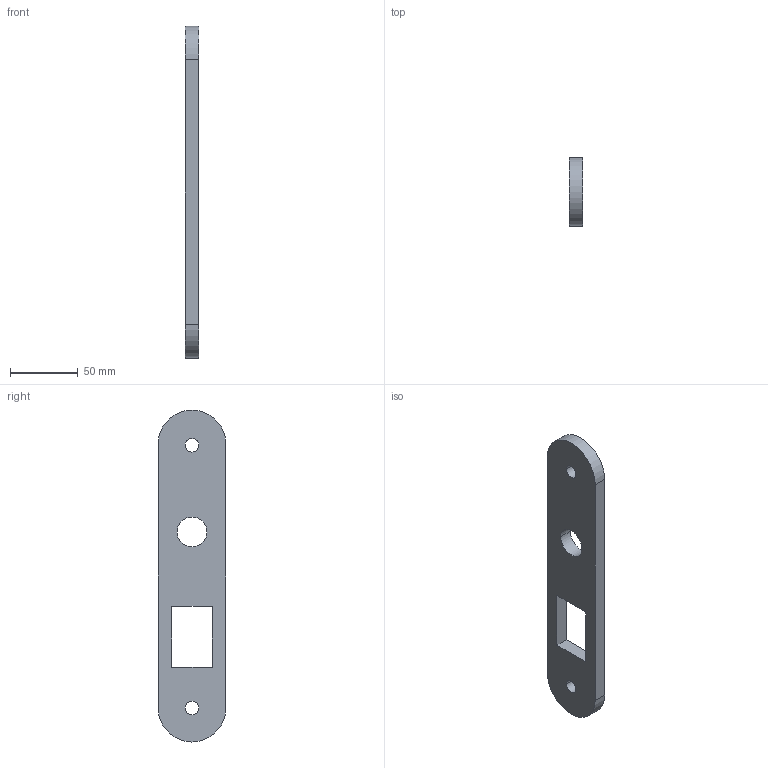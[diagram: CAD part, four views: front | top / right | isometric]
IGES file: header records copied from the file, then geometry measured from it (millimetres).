
Start section: Dassault Systemes - www.3ds.com
Global section: file name: plaque.igs; native system: DASSAULT SYSTEMES CATIA V6R2009 - www.3ds.com; preprocessor: V6R2009 B6.205.0.0; author: k4gibi; organization: WIN-3GKOG52RL1T; date: 20161102.104247; units: millimetre
Bounding box: 10 x 50 x 245 mm (x, y, z)
Surface area: 27942.8 mm2 (no closed solid volume)
Topology: 0 solids, 0 shells, 16 faces, 84 edges, 84 vertices
Faces by surface type: plane 8, revolution 8
